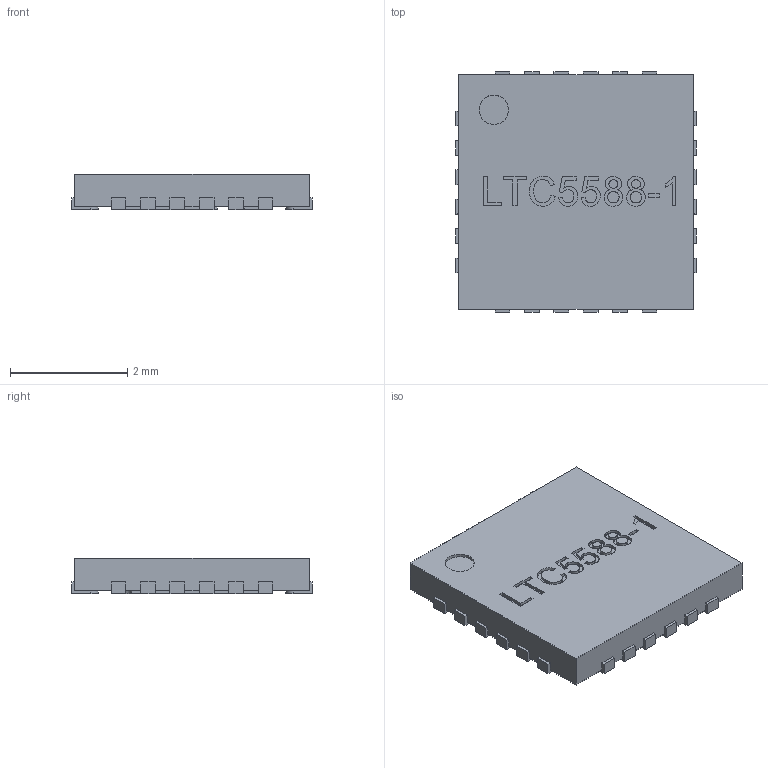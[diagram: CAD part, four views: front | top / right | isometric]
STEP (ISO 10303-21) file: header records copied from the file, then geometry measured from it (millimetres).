
FILE_DESCRIPTION (( 'STEP AP214' ), '1' );
FILE_NAME ('User Library-LTC5588-1.STEP', '2020-02-22T10:37:05', ( '' ), ( '' ), 'SwSTEP 2.0', 'SolidWorks 2019', '' );
FILE_SCHEMA (( 'AUTOMOTIVE_DESIGN' ));
Length unit declared in the file: millimetre
Products named in the file (1): User Library-LTC5588-1
Bounding box: 4.1 x 4.1 x 0.6 mm (x, y, z)
Volume: 9.2 mm3; surface area: 61.4 mm2
Topology: 27 solids, 27 shells, 339 faces, 813 edges, 542 vertices
Faces by surface type: plane 239, bspline 60, cylinder 40
Entity records: 14644 total; most frequent: CARTESIAN_POINT 5563, ORIENTED_EDGE 1626, DIRECTION 1333, EDGE_CURVE 813, LINE 613, VECTOR 613, VERTEX_POINT 542, AXIS2_PLACEMENT_3D 360
